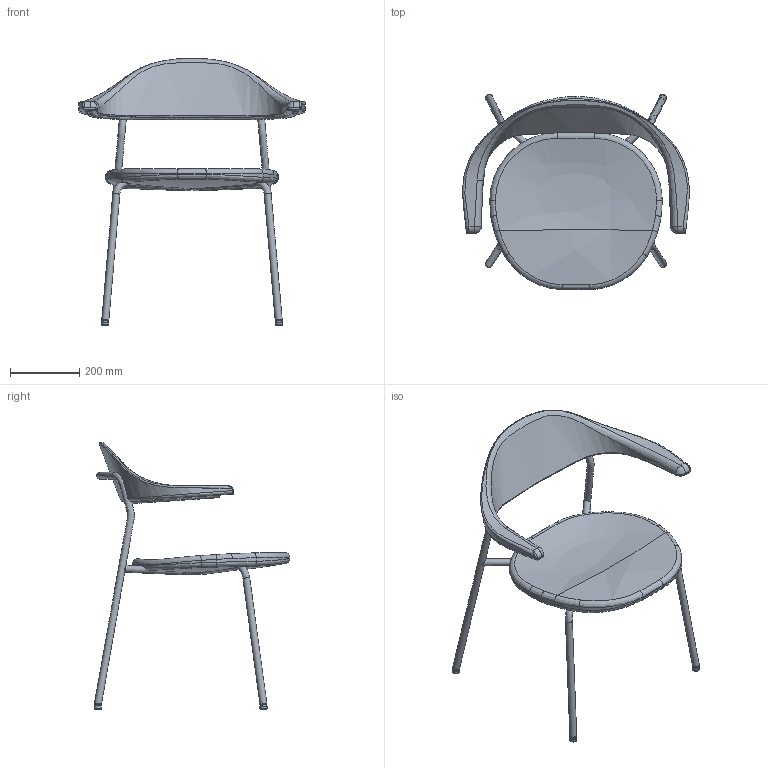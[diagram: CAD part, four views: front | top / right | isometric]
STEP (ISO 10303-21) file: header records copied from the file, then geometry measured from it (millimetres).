
FILE_DESCRIPTION(/* description */ (''),/* implementation_level */ '2;1');
FILE_NAME(/* name */ 'Bicorn_CB-59U_3D',/* time_stamp */ '2023-10-06T12:28:08+02:00',/* author */ (''),/* organization */ (''),/* preprocessor_version */ 'ST-DEVELOPER v16.5',/* originating_system */ 'Rhino 7.31',/* authorisation */ '');
FILE_SCHEMA (('AUTOMOTIVE_DESIGN'));
Length unit declared in the file: centimetre
Products named in the file (2): Document; Bicorn_CB-59U
Assembly tree (1 placements, depth 2):
  Document
    Bicorn_CB-59U
Bounding box: 657.18 x 566.92 x 774.65 mm (x, y, z)
Volume: 5975085.7 mm3; surface area: 993264.2 mm2
Topology: 7 solids, 20 shells, 205 faces, 457 edges, 271 vertices
Faces by surface type: bspline 128, cylinder 41, plane 36
Full cylindrical faces by diameter (mm): 4 x4, 16 x4, 19.5 x4, 20 x8, 21 x4
Entity records: 34267 total; most frequent: CARTESIAN_POINT 31243, ORIENTED_EDGE 876, EDGE_CURVE 446, VERTEX_POINT 271, B_SPLINE_CURVE_WITH_KNOTS 251, EDGE_LOOP 217, ADVANCED_FACE 205, FACE_OUTER_BOUND 205
